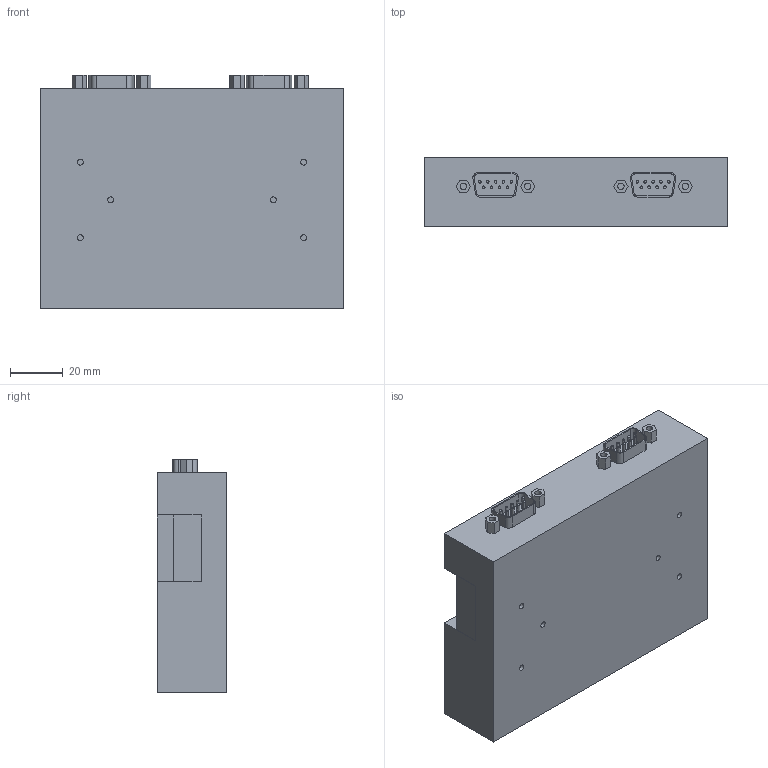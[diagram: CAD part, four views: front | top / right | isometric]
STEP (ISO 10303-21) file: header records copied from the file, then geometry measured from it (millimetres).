
FILE_DESCRIPTION(/* description */ (''),/* implementation_level */ '2;1');
FILE_NAME(/* name */ 'USB-2COMI-M.stp',/* time_stamp */ '2016-07-18T10:12:58-04:00',/* author */ ('Kieran'),/* organization */ (''),/* preprocessor_version */ 'ST-DEVELOPER v15.6',/* originating_system */ 'Autodesk Inventor 2015',/* authorisation */ '');
FILE_SCHEMA (('AUTOMOTIVE_DESIGN { 1 0 10303 214 3 1 1 }'));
Length unit declared in the file: millimetre
Products named in the file (1): USB-2COMI-M
Bounding box: 115.3 x 26.5 x 89 mm (x, y, z)
Volume: 253983.5 mm3; surface area: 32147.9 mm2
Topology: 1 solids, 1 shells, 153 faces, 336 edges, 224 vertices
Faces by surface type: plane 109, cylinder 44
Full cylindrical faces by diameter (mm): 1 x18, 2.25 x6, 2.45 x4
Entity records: 4082 total; most frequent: DIRECTION 704, CARTESIAN_POINT 686, ORIENTED_EDGE 616, EDGE_CURVE 308, AXIS2_PLACEMENT_3D 242, VERTEX_POINT 224, LINE 220, VECTOR 220
